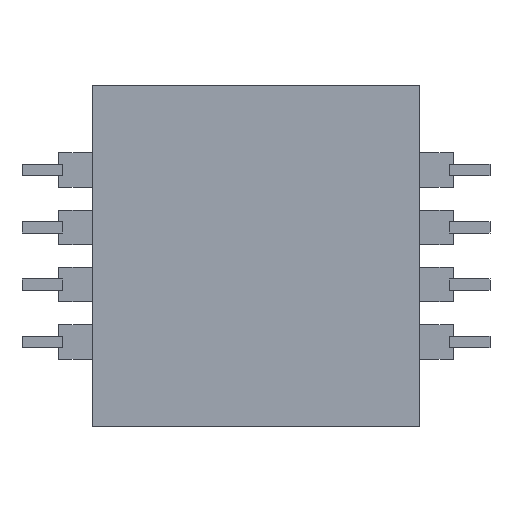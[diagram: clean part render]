
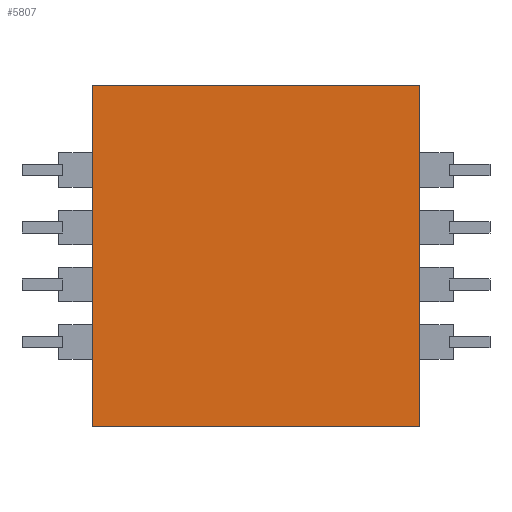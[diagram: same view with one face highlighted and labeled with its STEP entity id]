
A CAD part, front view. The second image highlights one B-rep face of the part: STEP entity #5807.
In plain terms, the highlighted planar face has unit normal (0, -1, 0).
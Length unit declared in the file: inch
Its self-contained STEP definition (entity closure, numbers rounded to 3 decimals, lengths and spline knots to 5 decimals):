
#608 = AXIS2_PLACEMENT_3D ( 'NONE', #11660, #18707, #21892 ) ;
#677 = LINE ( 'NONE', #11110, #5447 ) ;
#877 = CARTESIAN_POINT ( 'NONE',  ( 0.285, 0., 0.2975 ) ) ;
#1522 = VECTOR ( 'NONE', #4642, 39.37008 ) ;
#3131 = PLANE ( 'NONE',  #608 ) ;
#3370 = LINE ( 'NONE', #11177, #1522 ) ;
#3546 = ORIENTED_EDGE ( 'NONE', *, *, #4499, .F. ) ;
#3702 = CARTESIAN_POINT ( 'NONE',  ( 0.285, 0., -0.2975 ) ) ;
#3792 = VERTEX_POINT ( 'NONE', #12158 ) ;
#4499 = EDGE_CURVE ( 'NONE', #14281, #8590, #21351, .T. ) ;
#4632 = ORIENTED_EDGE ( 'NONE', *, *, #9338, .F. ) ;
#4642 = DIRECTION ( 'NONE',  ( 1., 0., 0. ) ) ;
#5447 = VECTOR ( 'NONE', #7832, 39.37008 ) ;
#5807 = ADVANCED_FACE ( 'NONE', ( #20514 ), #3131, .T. ) ;
#7446 = DIRECTION ( 'NONE',  ( 0., 0., -1. ) ) ;
#7832 = DIRECTION ( 'NONE',  ( 0., 0., 1. ) ) ;
#8379 = LINE ( 'NONE', #877, #21270 ) ;
#8590 = VERTEX_POINT ( 'NONE', #14262 ) ;
#9338 = EDGE_CURVE ( 'NONE', #8590, #14550, #677, .T. ) ;
#11110 = CARTESIAN_POINT ( 'NONE',  ( -0.285, 0., 0.2975 ) ) ;
#11177 = CARTESIAN_POINT ( 'NONE',  ( -0.285, 0., 0.2975 ) ) ;
#11660 = CARTESIAN_POINT ( 'NONE',  ( 0., 0., 0. ) ) ;
#11970 = CARTESIAN_POINT ( 'NONE',  ( -0.285, 0., -0.2975 ) ) ;
#12158 = CARTESIAN_POINT ( 'NONE',  ( 0.285, 0., 0.2975 ) ) ;
#13636 = EDGE_LOOP ( 'NONE', ( #21610, #15040, #4632, #3546 ) ) ;
#14262 = CARTESIAN_POINT ( 'NONE',  ( -0.285, 0., -0.2975 ) ) ;
#14281 = VERTEX_POINT ( 'NONE', #3702 ) ;
#14550 = VERTEX_POINT ( 'NONE', #16584 ) ;
#15040 = ORIENTED_EDGE ( 'NONE', *, *, #20303, .F. ) ;
#15229 = DIRECTION ( 'NONE',  ( -1., 0., 0. ) ) ;
#16584 = CARTESIAN_POINT ( 'NONE',  ( -0.285, 0., 0.2975 ) ) ;
#17783 = EDGE_CURVE ( 'NONE', #3792, #14281, #8379, .T. ) ;
#18707 = DIRECTION ( 'NONE',  ( 0., -1., 0. ) ) ;
#20289 = VECTOR ( 'NONE', #15229, 39.37008 ) ;
#20303 = EDGE_CURVE ( 'NONE', #14550, #3792, #3370, .T. ) ;
#20514 = FACE_OUTER_BOUND ( 'NONE', #13636, .T. ) ;
#21270 = VECTOR ( 'NONE', #7446, 39.37008 ) ;
#21351 = LINE ( 'NONE', #11970, #20289 ) ;
#21610 = ORIENTED_EDGE ( 'NONE', *, *, #17783, .F. ) ;
#21892 = DIRECTION ( 'NONE',  ( 0., 0., -1. ) ) ;
